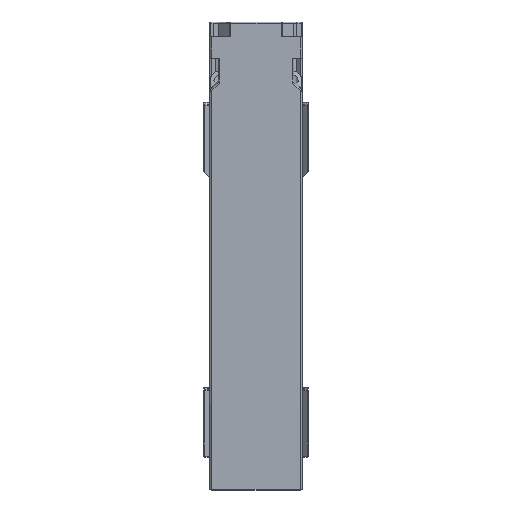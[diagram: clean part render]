
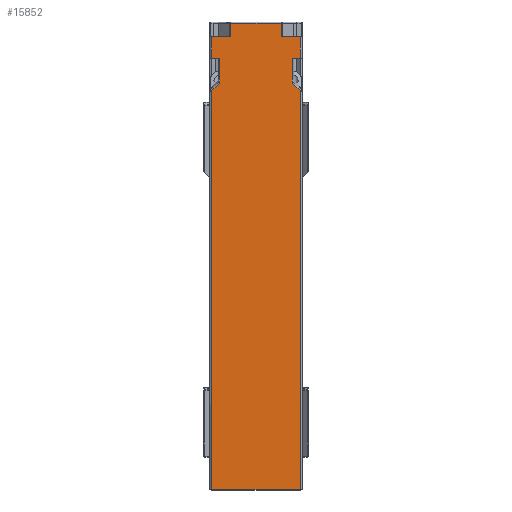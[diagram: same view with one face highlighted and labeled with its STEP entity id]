
A CAD part, top view. The second image highlights one B-rep face of the part: STEP entity #15852.
In plain terms, the highlighted planar face has unit normal (0, 0, 1).
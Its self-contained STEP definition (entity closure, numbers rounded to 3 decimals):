
#789=PLANE('',#16778);
#1455=FACE_OUTER_BOUND('',#2388,.T.);
#2388=EDGE_LOOP('',(#13647,#13648,#13649,#13650,#13651,#13652,#13653,#13654,
#13655,#13656,#13657,#13658,#13659,#13660,#13661,#13662));
#4030=LINE('',#26429,#5942);
#4041=LINE('',#26448,#5953);
#4069=LINE('',#26535,#5981);
#4070=LINE('',#26542,#5982);
#4071=LINE('',#26544,#5983);
#4072=LINE('',#26546,#5984);
#4073=LINE('',#26548,#5985);
#4074=LINE('',#26550,#5986);
#4075=LINE('',#26551,#5987);
#4076=LINE('',#26553,#5988);
#4077=LINE('',#26555,#5989);
#4078=LINE('',#26557,#5990);
#4079=LINE('',#26559,#5991);
#4080=LINE('',#26561,#5992);
#4081=LINE('',#26563,#5993);
#4082=LINE('',#26564,#5994);
#5942=VECTOR('',#19778,10.);
#5953=VECTOR('',#19795,25.4);
#5981=VECTOR('',#19855,10.);
#5982=VECTOR('',#19864,25.4);
#5983=VECTOR('',#19865,25.4);
#5984=VECTOR('',#19866,25.4);
#5985=VECTOR('',#19867,25.4);
#5986=VECTOR('',#19868,25.4);
#5987=VECTOR('',#19869,10.);
#5988=VECTOR('',#19870,10.);
#5989=VECTOR('',#19871,25.4);
#5990=VECTOR('',#19872,25.4);
#5991=VECTOR('',#19873,25.4);
#5992=VECTOR('',#19874,25.4);
#5993=VECTOR('',#19875,25.4);
#5994=VECTOR('',#19876,10.);
#7807=VERTEX_POINT('',#26426);
#7808=VERTEX_POINT('',#26428);
#7813=VERTEX_POINT('',#26446);
#7840=VERTEX_POINT('',#26524);
#7843=VERTEX_POINT('',#26531);
#7846=VERTEX_POINT('',#26541);
#7847=VERTEX_POINT('',#26543);
#7848=VERTEX_POINT('',#26545);
#7849=VERTEX_POINT('',#26547);
#7850=VERTEX_POINT('',#26549);
#7851=VERTEX_POINT('',#26552);
#7852=VERTEX_POINT('',#26554);
#7853=VERTEX_POINT('',#26556);
#7854=VERTEX_POINT('',#26558);
#7855=VERTEX_POINT('',#26560);
#7856=VERTEX_POINT('',#26562);
#9816=EDGE_CURVE('',#7808,#7807,#4030,.T.);
#9829=EDGE_CURVE('',#7813,#7807,#4041,.T.);
#9868=EDGE_CURVE('',#7840,#7843,#4069,.T.);
#9871=EDGE_CURVE('',#7846,#7813,#4070,.T.);
#9872=EDGE_CURVE('',#7846,#7847,#4071,.T.);
#9873=EDGE_CURVE('',#7847,#7848,#4072,.T.);
#9874=EDGE_CURVE('',#7849,#7848,#4073,.T.);
#9875=EDGE_CURVE('',#7849,#7850,#4074,.T.);
#9876=EDGE_CURVE('',#7843,#7850,#4075,.T.);
#9877=EDGE_CURVE('',#7851,#7840,#4076,.T.);
#9878=EDGE_CURVE('',#7851,#7852,#4077,.T.);
#9879=EDGE_CURVE('',#7853,#7852,#4078,.T.);
#9880=EDGE_CURVE('',#7853,#7854,#4079,.T.);
#9881=EDGE_CURVE('',#7854,#7855,#4080,.T.);
#9882=EDGE_CURVE('',#7856,#7855,#4081,.T.);
#9883=EDGE_CURVE('',#7856,#7808,#4082,.T.);
#13647=ORIENTED_EDGE('',*,*,#9829,.F.);
#13648=ORIENTED_EDGE('',*,*,#9871,.F.);
#13649=ORIENTED_EDGE('',*,*,#9872,.T.);
#13650=ORIENTED_EDGE('',*,*,#9873,.T.);
#13651=ORIENTED_EDGE('',*,*,#9874,.F.);
#13652=ORIENTED_EDGE('',*,*,#9875,.T.);
#13653=ORIENTED_EDGE('',*,*,#9876,.F.);
#13654=ORIENTED_EDGE('',*,*,#9868,.F.);
#13655=ORIENTED_EDGE('',*,*,#9877,.F.);
#13656=ORIENTED_EDGE('',*,*,#9878,.T.);
#13657=ORIENTED_EDGE('',*,*,#9879,.F.);
#13658=ORIENTED_EDGE('',*,*,#9880,.T.);
#13659=ORIENTED_EDGE('',*,*,#9881,.T.);
#13660=ORIENTED_EDGE('',*,*,#9882,.F.);
#13661=ORIENTED_EDGE('',*,*,#9883,.T.);
#13662=ORIENTED_EDGE('',*,*,#9816,.T.);
#15852=ADVANCED_FACE('',(#1455),#789,.F.);
#16778=AXIS2_PLACEMENT_3D('',#26540,#19862,#19863);
#19778=DIRECTION('',(1.,0.,0.));
#19795=DIRECTION('',(0.,-1.,0.));
#19855=DIRECTION('',(1.,0.,0.));
#19862=DIRECTION('center_axis',(0.,0.,-1.));
#19863=DIRECTION('ref_axis',(-1.,0.,0.));
#19864=DIRECTION('',(0.719,-0.695,0.));
#19865=DIRECTION('',(0.,1.,0.));
#19866=DIRECTION('',(1.,0.,0.));
#19867=DIRECTION('',(0.,-1.,0.));
#19868=DIRECTION('',(-1.,0.,0.));
#19869=DIRECTION('',(0.,-1.,0.));
#19870=DIRECTION('',(0.,1.,0.));
#19871=DIRECTION('',(-1.,0.,0.));
#19872=DIRECTION('',(0.,1.,0.));
#19873=DIRECTION('',(1.,0.,0.));
#19874=DIRECTION('',(0.,-1.,0.));
#19875=DIRECTION('',(0.719,0.695,0.));
#19876=DIRECTION('',(0.,-1.,0.));
#26426=CARTESIAN_POINT('',(-56.037,81.412,-21.21));
#26428=CARTESIAN_POINT('',(-96.437,81.412,-21.21));
#26429=CARTESIAN_POINT('',(-66.137,81.412,-21.21));
#26446=CARTESIAN_POINT('',(-56.037,263.382,-21.21));
#26448=CARTESIAN_POINT('',(-56.037,252.728,-21.21));
#26524=CARTESIAN_POINT('',(-87.737,294.212,-21.21));
#26531=CARTESIAN_POINT('',(-64.737,294.212,-21.21));
#26535=CARTESIAN_POINT('',(-37.437,294.212,-21.21));
#26540=CARTESIAN_POINT('Origin',(-17.637,232.112,-21.21));
#26541=CARTESIAN_POINT('',(-59.643,266.865,-21.21));
#26542=CARTESIAN_POINT('',(-47.216,254.862,-21.21));
#26543=CARTESIAN_POINT('',(-59.643,278.112,-21.21));
#26544=CARTESIAN_POINT('',(-59.643,254.212,-21.21));
#26545=CARTESIAN_POINT('',(-56.037,278.112,-21.21));
#26546=CARTESIAN_POINT('',(-71.509,278.112,-21.21));
#26547=CARTESIAN_POINT('',(-56.037,288.112,-21.21));
#26548=CARTESIAN_POINT('',(-56.037,252.728,-21.21));
#26549=CARTESIAN_POINT('',(-64.737,288.112,-21.21));
#26550=CARTESIAN_POINT('',(-95.237,288.112,-21.21));
#26551=CARTESIAN_POINT('',(-64.737,256.573,-21.21));
#26552=CARTESIAN_POINT('',(-87.737,288.112,-21.21));
#26553=CARTESIAN_POINT('',(-87.737,256.573,-21.21));
#26554=CARTESIAN_POINT('',(-96.437,288.112,-21.21));
#26555=CARTESIAN_POINT('',(-57.237,288.112,-21.21));
#26556=CARTESIAN_POINT('',(-96.437,278.112,-21.21));
#26557=CARTESIAN_POINT('',(-96.437,239.112,-21.21));
#26558=CARTESIAN_POINT('',(-92.831,278.112,-21.21));
#26559=CARTESIAN_POINT('',(-33.509,278.112,-21.21));
#26560=CARTESIAN_POINT('',(-92.831,266.865,-21.21));
#26561=CARTESIAN_POINT('',(-92.831,252.612,-21.21));
#26562=CARTESIAN_POINT('',(-96.437,263.382,-21.21));
#26563=CARTESIAN_POINT('',(-84.771,274.65,-21.21));
#26564=CARTESIAN_POINT('',(-96.437,202.739,-21.21));
